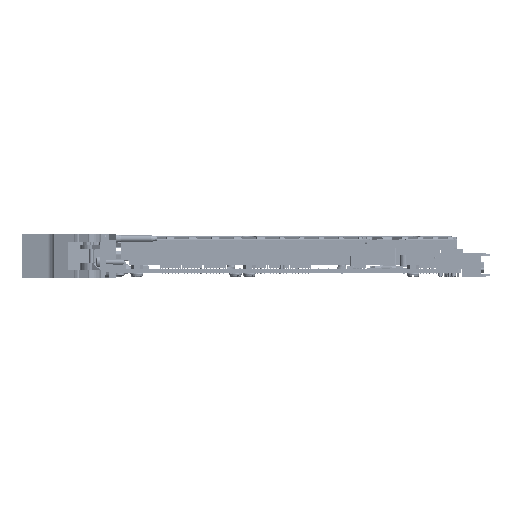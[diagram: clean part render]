
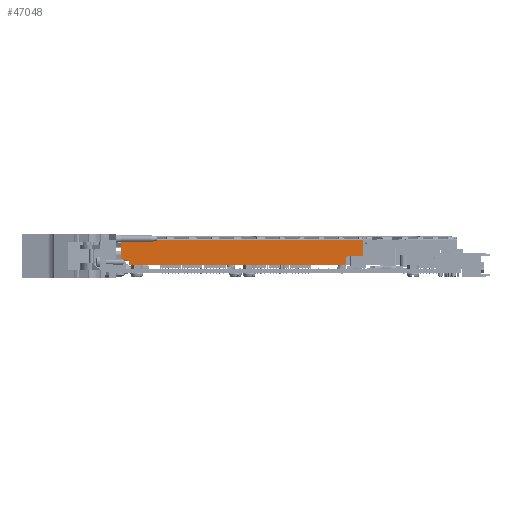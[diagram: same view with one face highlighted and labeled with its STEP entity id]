
A CAD part, front view. The second image highlights one B-rep face of the part: STEP entity #47048.
In plain terms, the highlighted planar face has unit normal (0, -1, 0).
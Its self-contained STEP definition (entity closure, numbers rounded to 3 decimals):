
#22588 = VERTEX_POINT ( 'NONE', #112052 ) ;
#22610 = VERTEX_POINT ( 'NONE', #112131 ) ;
#22612 = VERTEX_POINT ( 'NONE', #112139 ) ;
#22614 = VERTEX_POINT ( 'NONE', #112146 ) ;
#22616 = VERTEX_POINT ( 'NONE', #112155 ) ;
#22620 = VERTEX_POINT ( 'NONE', #112172 ) ;
#22624 = VERTEX_POINT ( 'NONE', #112189 ) ;
#22628 = VERTEX_POINT ( 'NONE', #112206 ) ;
#22632 = VERTEX_POINT ( 'NONE', #112223 ) ;
#22636 = VERTEX_POINT ( 'NONE', #112242 ) ;
#22644 = VERTEX_POINT ( 'NONE', #112277 ) ;
#22646 = VERTEX_POINT ( 'NONE', #112287 ) ;
#22648 = VERTEX_POINT ( 'NONE', #112294 ) ;
#22654 = VERTEX_POINT ( 'NONE', #112317 ) ;
#47048 = ADVANCED_FACE ( 'NONE', ( #193641 ), #172112, .F. ) ;
#89933 = CIRCLE ( 'NONE', #200223, 1. ) ;
#89937 = LINE ( 'NONE', #201928, #89943 ) ;
#89943 = VECTOR ( 'NONE', #201932, 1000. ) ;
#89945 = LINE ( 'NONE', #201930, #89949 ) ;
#89947 = CIRCLE ( 'NONE', #200225, 1. ) ;
#89949 = VECTOR ( 'NONE', #201921, 1000. ) ;
#89953 = LINE ( 'NONE', #201958, #89959 ) ;
#89957 = LINE ( 'NONE', #201962, #89963 ) ;
#89959 = VECTOR ( 'NONE', #201961, 1000. ) ;
#89961 = CIRCLE ( 'NONE', #200231, 1. ) ;
#89963 = VECTOR ( 'NONE', #201966, 1000. ) ;
#89975 = CIRCLE ( 'NONE', #200228, 1. ) ;
#89993 = LINE ( 'NONE', #202021, #89999 ) ;
#89999 = VECTOR ( 'NONE', #202023, 1000. ) ;
#90001 = CIRCLE ( 'NONE', #200235, 1. ) ;
#90017 = LINE ( 'NONE', #202059, #90023 ) ;
#90023 = VECTOR ( 'NONE', #202062, 1000. ) ;
#90027 = CIRCLE ( 'NONE', #200240, 1. ) ;
#90041 = LINE ( 'NONE', #202094, #90047 ) ;
#90047 = VECTOR ( 'NONE', #202097, 1000. ) ;
#90051 = LINE ( 'NONE', #202102, #90055 ) ;
#90055 = VECTOR ( 'NONE', #202100, 1000. ) ;
#112052 = CARTESIAN_POINT ( 'NONE',  ( 72.965, -31.614, -32.16 ) ) ;
#112131 = CARTESIAN_POINT ( 'NONE',  ( -37.918, -31.614, -25.897 ) ) ;
#112139 = CARTESIAN_POINT ( 'NONE',  ( 65.965, -31.614, -33.16 ) ) ;
#112146 = CARTESIAN_POINT ( 'NONE',  ( 72.965, -31.614, -25.897 ) ) ;
#112155 = CARTESIAN_POINT ( 'NONE',  ( 71.965, -31.614, -33.16 ) ) ;
#112172 = CARTESIAN_POINT ( 'NONE',  ( 63.965, -31.614, -37.16 ) ) ;
#112189 = CARTESIAN_POINT ( 'NONE',  ( 64.965, -31.614, -34.16 ) ) ;
#112206 = CARTESIAN_POINT ( 'NONE',  ( 64.965, -31.614, -36.16 ) ) ;
#112223 = CARTESIAN_POINT ( 'NONE',  ( -36.918, -31.614, -34.66 ) ) ;
#112242 = CARTESIAN_POINT ( 'NONE',  ( -37.918, -31.614, -33.66 ) ) ;
#112277 = CARTESIAN_POINT ( 'NONE',  ( -34.318, -31.614, -36.16 ) ) ;
#112287 = CARTESIAN_POINT ( 'NONE',  ( -34.318, -31.614, -35.66 ) ) ;
#112294 = CARTESIAN_POINT ( 'NONE',  ( -35.318, -31.614, -34.66 ) ) ;
#112317 = CARTESIAN_POINT ( 'NONE',  ( -33.318, -31.614, -37.16 ) ) ;
#170459 = EDGE_CURVE ( 'NONE', #22620, #22654, #89937, .T. ) ;
#170463 = EDGE_CURVE ( 'NONE', #22644, #22654, #89933, .T. ) ;
#170466 = EDGE_CURVE ( 'NONE', #22644, #22646, #89945, .T. ) ;
#170469 = EDGE_CURVE ( 'NONE', #22646, #22648, #89947, .T. ) ;
#170475 = EDGE_CURVE ( 'NONE', #22648, #22632, #89953, .T. ) ;
#170477 = EDGE_CURVE ( 'NONE', #22636, #22610, #89957, .T. ) ;
#170487 = EDGE_CURVE ( 'NONE', #22636, #22632, #89975, .T. ) ;
#170491 = EDGE_CURVE ( 'NONE', #22620, #22628, #89961, .T. ) ;
#170499 = EDGE_CURVE ( 'NONE', #22624, #22628, #89993, .T. ) ;
#170503 = EDGE_CURVE ( 'NONE', #22624, #22612, #90001, .T. ) ;
#170512 = EDGE_CURVE ( 'NONE', #22616, #22612, #90017, .T. ) ;
#170518 = EDGE_CURVE ( 'NONE', #22616, #22588, #90027, .T. ) ;
#170526 = EDGE_CURVE ( 'NONE', #22588, #22614, #90041, .T. ) ;
#170532 = EDGE_CURVE ( 'NONE', #22610, #22614, #90051, .T. ) ;
#172112 = PLANE ( 'NONE',  #234692 ) ;
#172127 = CARTESIAN_POINT ( 'NONE',  ( 114.702, -31.614, -37.16 ) ) ;
#172129 = DIRECTION ( 'NONE',  ( 0., 1., 0. ) ) ;
#172131 = DIRECTION ( 'NONE',  ( 0., 0., 1. ) ) ;
#175788 = ORIENTED_EDGE ( 'NONE', *, *, #170518, .T. ) ;
#175790 = ORIENTED_EDGE ( 'NONE', *, *, #170532, .F. ) ;
#175792 = ORIENTED_EDGE ( 'NONE', *, *, #170526, .T. ) ;
#175794 = ORIENTED_EDGE ( 'NONE', *, *, #170499, .F. ) ;
#175796 = ORIENTED_EDGE ( 'NONE', *, *, #170512, .F. ) ;
#175797 = ORIENTED_EDGE ( 'NONE', *, *, #170503, .T. ) ;
#175798 = ORIENTED_EDGE ( 'NONE', *, *, #170463, .T. ) ;
#175799 = ORIENTED_EDGE ( 'NONE', *, *, #170491, .T. ) ;
#175800 = ORIENTED_EDGE ( 'NONE', *, *, #170459, .F. ) ;
#175801 = ORIENTED_EDGE ( 'NONE', *, *, #170475, .F. ) ;
#175802 = ORIENTED_EDGE ( 'NONE', *, *, #170466, .F. ) ;
#175803 = ORIENTED_EDGE ( 'NONE', *, *, #170469, .F. ) ;
#175806 = ORIENTED_EDGE ( 'NONE', *, *, #170487, .T. ) ;
#175809 = ORIENTED_EDGE ( 'NONE', *, *, #170477, .F. ) ;
#193641 = FACE_OUTER_BOUND ( 'NONE', #237632, .T. ) ;
#200223 = AXIS2_PLACEMENT_3D ( 'NONE', #201940, #201942, #201944 ) ;
#200225 = AXIS2_PLACEMENT_3D ( 'NONE', #201951, #201953, #201955 ) ;
#200228 = AXIS2_PLACEMENT_3D ( 'NONE', #201991, #201993, #201995 ) ;
#200231 = AXIS2_PLACEMENT_3D ( 'NONE', #202002, #202004, #202006 ) ;
#200235 = AXIS2_PLACEMENT_3D ( 'NONE', #202035, #202037, #202038 ) ;
#200240 = AXIS2_PLACEMENT_3D ( 'NONE', #202080, #202082, #202084 ) ;
#201921 = DIRECTION ( 'NONE',  ( 0., 0., 1. ) ) ;
#201928 = CARTESIAN_POINT ( 'NONE',  ( 114.702, -31.614, -37.16 ) ) ;
#201930 = CARTESIAN_POINT ( 'NONE',  ( -34.318, -31.614, -35.66 ) ) ;
#201932 = DIRECTION ( 'NONE',  ( -1., 0., 0. ) ) ;
#201940 = CARTESIAN_POINT ( 'NONE',  ( -33.318, -31.614, -36.16 ) ) ;
#201942 = DIRECTION ( 'NONE',  ( 0., -1., 0. ) ) ;
#201944 = DIRECTION ( 'NONE',  ( 0., 0., 1. ) ) ;
#201951 = CARTESIAN_POINT ( 'NONE',  ( -35.318, -31.614, -35.66 ) ) ;
#201953 = DIRECTION ( 'NONE',  ( 0., -1., 0. ) ) ;
#201955 = DIRECTION ( 'NONE',  ( -1., 0., 0. ) ) ;
#201958 = CARTESIAN_POINT ( 'NONE',  ( -37.918, -31.614, -34.66 ) ) ;
#201961 = DIRECTION ( 'NONE',  ( -1., 0., 0. ) ) ;
#201962 = CARTESIAN_POINT ( 'NONE',  ( -37.918, -31.614, -37.16 ) ) ;
#201966 = DIRECTION ( 'NONE',  ( 0., 0., 1. ) ) ;
#201991 = CARTESIAN_POINT ( 'NONE',  ( -36.918, -31.614, -33.66 ) ) ;
#201993 = DIRECTION ( 'NONE',  ( 0., -1., 0. ) ) ;
#201995 = DIRECTION ( 'NONE',  ( 0., 0., 1. ) ) ;
#202002 = CARTESIAN_POINT ( 'NONE',  ( 63.965, -31.614, -36.16 ) ) ;
#202004 = DIRECTION ( 'NONE',  ( 0., -1., 0. ) ) ;
#202006 = DIRECTION ( 'NONE',  ( 0., 0., 1. ) ) ;
#202021 = CARTESIAN_POINT ( 'NONE',  ( 64.965, -31.614, -33.16 ) ) ;
#202023 = DIRECTION ( 'NONE',  ( 0., 0., -1. ) ) ;
#202035 = CARTESIAN_POINT ( 'NONE',  ( 65.965, -31.614, -34.16 ) ) ;
#202037 = DIRECTION ( 'NONE',  ( 0., 1., 0. ) ) ;
#202038 = DIRECTION ( 'NONE',  ( 0., 0., 1. ) ) ;
#202059 = CARTESIAN_POINT ( 'NONE',  ( 72.965, -31.614, -33.16 ) ) ;
#202062 = DIRECTION ( 'NONE',  ( -1., 0., 0. ) ) ;
#202080 = CARTESIAN_POINT ( 'NONE',  ( 71.965, -31.614, -32.16 ) ) ;
#202082 = DIRECTION ( 'NONE',  ( 0., -1., 0. ) ) ;
#202084 = DIRECTION ( 'NONE',  ( 0., 0., 1. ) ) ;
#202094 = CARTESIAN_POINT ( 'NONE',  ( 72.965, -31.614, -37.16 ) ) ;
#202097 = DIRECTION ( 'NONE',  ( 0., 0., 1. ) ) ;
#202100 = DIRECTION ( 'NONE',  ( 1., 0., 0. ) ) ;
#202102 = CARTESIAN_POINT ( 'NONE',  ( 114.702, -31.614, -25.897 ) ) ;
#234692 = AXIS2_PLACEMENT_3D ( 'NONE', #172127, #172129, #172131 ) ;
#237632 = EDGE_LOOP ( 'NONE', ( #175809, #175806, #175801, #175803, #175802, #175798, #175800, #175799, #175794, #175797, #175796, #175788, #175792, #175790 ) ) ;
